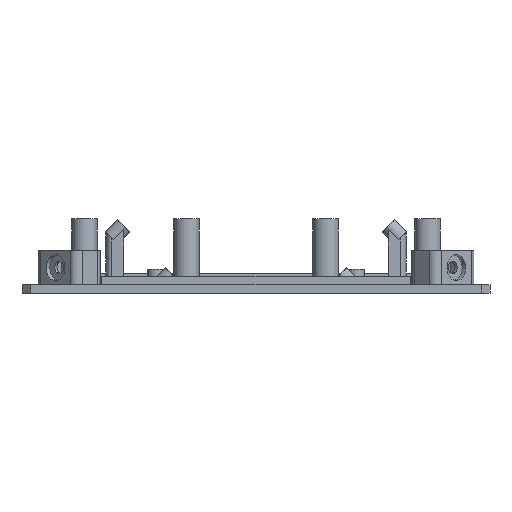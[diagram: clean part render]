
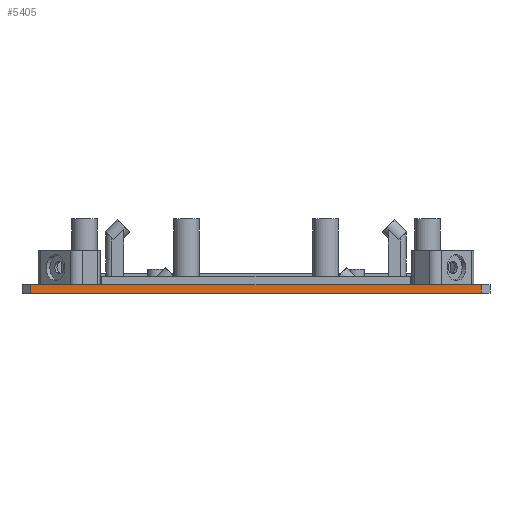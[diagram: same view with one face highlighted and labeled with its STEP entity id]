
A CAD part, front view. The second image highlights one B-rep face of the part: STEP entity #5405.
In plain terms, the highlighted planar face has unit normal (0, -1, 0).
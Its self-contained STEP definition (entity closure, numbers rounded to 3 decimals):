
#44 = PLANE('',#45);
#45 = AXIS2_PLACEMENT_3D('',#46,#47,#48);
#46 = CARTESIAN_POINT('',(55.,-53.,-33.6));
#47 = DIRECTION('',(-0.707,0.707,0.));
#48 = DIRECTION('',(-0.707,-0.707,0.));
#72 = PLANE('',#73);
#73 = AXIS2_PLACEMENT_3D('',#74,#75,#76);
#74 = CARTESIAN_POINT('',(-55.,-55.,-35.6));
#75 = DIRECTION('',(0.,0.,1.));
#76 = DIRECTION('',(1.,0.,0.));
#129 = PLANE('',#130);
#130 = AXIS2_PLACEMENT_3D('',#131,#132,#133);
#131 = CARTESIAN_POINT('',(-55.,-55.,-33.6));
#132 = DIRECTION('',(0.,0.,1.));
#133 = DIRECTION('',(1.,0.,0.));
#146 = VERTEX_POINT('',#147);
#147 = CARTESIAN_POINT('',(53.,-55.,-35.6));
#168 = EDGE_CURVE('',#169,#146,#171,.T.);
#169 = VERTEX_POINT('',#170);
#170 = CARTESIAN_POINT('',(53.,-55.,-33.6));
#171 = SURFACE_CURVE('',#172,(#176,#183),.PCURVE_S1.);
#172 = LINE('',#173,#174);
#173 = CARTESIAN_POINT('',(53.,-55.,-33.6));
#174 = VECTOR('',#175,1.);
#175 = DIRECTION('',(0.,0.,-1.));
#176 = PCURVE('',#44,#177);
#177 = DEFINITIONAL_REPRESENTATION('',(#178),#182);
#178 = LINE('',#179,#180);
#179 = CARTESIAN_POINT('',(2.828,0.));
#180 = VECTOR('',#181,1.);
#181 = DIRECTION('',(-0.,-1.));
#182 = ( GEOMETRIC_REPRESENTATION_CONTEXT(2) 
PARAMETRIC_REPRESENTATION_CONTEXT() REPRESENTATION_CONTEXT('2D SPACE',''
  ) );
#183 = PCURVE('',#184,#189);
#184 = PLANE('',#185);
#185 = AXIS2_PLACEMENT_3D('',#186,#187,#188);
#186 = CARTESIAN_POINT('',(-53.,-55.,-33.6));
#187 = DIRECTION('',(0.,-1.,0.));
#188 = DIRECTION('',(1.,0.,0.));
#189 = DEFINITIONAL_REPRESENTATION('',(#190),#194);
#190 = LINE('',#191,#192);
#191 = CARTESIAN_POINT('',(106.,0.));
#192 = VECTOR('',#193,1.);
#193 = DIRECTION('',(0.,-1.));
#194 = ( GEOMETRIC_REPRESENTATION_CONTEXT(2) 
PARAMETRIC_REPRESENTATION_CONTEXT() REPRESENTATION_CONTEXT('2D SPACE',''
  ) );
#383 = VERTEX_POINT('',#384);
#384 = CARTESIAN_POINT('',(-53.,-55.,-33.6));
#398 = PLANE('',#399);
#399 = AXIS2_PLACEMENT_3D('',#400,#401,#402);
#400 = CARTESIAN_POINT('',(-55.,-53.,-33.6));
#401 = DIRECTION('',(-0.707,-0.707,-0.));
#402 = DIRECTION('',(0.707,-0.707,0.));
#410 = EDGE_CURVE('',#383,#169,#411,.T.);
#411 = SURFACE_CURVE('',#412,(#416,#423),.PCURVE_S1.);
#412 = LINE('',#413,#414);
#413 = CARTESIAN_POINT('',(-55.,-55.,-33.6));
#414 = VECTOR('',#415,1.);
#415 = DIRECTION('',(1.,0.,0.));
#416 = PCURVE('',#129,#417);
#417 = DEFINITIONAL_REPRESENTATION('',(#418),#422);
#418 = LINE('',#419,#420);
#419 = CARTESIAN_POINT('',(0.,0.));
#420 = VECTOR('',#421,1.);
#421 = DIRECTION('',(1.,0.));
#422 = ( GEOMETRIC_REPRESENTATION_CONTEXT(2) 
PARAMETRIC_REPRESENTATION_CONTEXT() REPRESENTATION_CONTEXT('2D SPACE',''
  ) );
#423 = PCURVE('',#184,#424);
#424 = DEFINITIONAL_REPRESENTATION('',(#425),#429);
#425 = LINE('',#426,#427);
#426 = CARTESIAN_POINT('',(-2.,0.));
#427 = VECTOR('',#428,1.);
#428 = DIRECTION('',(1.,0.));
#429 = ( GEOMETRIC_REPRESENTATION_CONTEXT(2) 
PARAMETRIC_REPRESENTATION_CONTEXT() REPRESENTATION_CONTEXT('2D SPACE',''
  ) );
#5196 = VERTEX_POINT('',#5197);
#5197 = CARTESIAN_POINT('',(-53.,-55.,-35.6));
#5218 = EDGE_CURVE('',#5196,#146,#5219,.T.);
#5219 = SURFACE_CURVE('',#5220,(#5224,#5231),.PCURVE_S1.);
#5220 = LINE('',#5221,#5222);
#5221 = CARTESIAN_POINT('',(-55.,-55.,-35.6));
#5222 = VECTOR('',#5223,1.);
#5223 = DIRECTION('',(1.,0.,0.));
#5224 = PCURVE('',#72,#5225);
#5225 = DEFINITIONAL_REPRESENTATION('',(#5226),#5230);
#5226 = LINE('',#5227,#5228);
#5227 = CARTESIAN_POINT('',(0.,0.));
#5228 = VECTOR('',#5229,1.);
#5229 = DIRECTION('',(1.,0.));
#5230 = ( GEOMETRIC_REPRESENTATION_CONTEXT(2) 
PARAMETRIC_REPRESENTATION_CONTEXT() REPRESENTATION_CONTEXT('2D SPACE',''
  ) );
#5231 = PCURVE('',#184,#5232);
#5232 = DEFINITIONAL_REPRESENTATION('',(#5233),#5237);
#5233 = LINE('',#5234,#5235);
#5234 = CARTESIAN_POINT('',(-2.,-2.));
#5235 = VECTOR('',#5236,1.);
#5236 = DIRECTION('',(1.,0.));
#5237 = ( GEOMETRIC_REPRESENTATION_CONTEXT(2) 
PARAMETRIC_REPRESENTATION_CONTEXT() REPRESENTATION_CONTEXT('2D SPACE',''
  ) );
#5405 = ADVANCED_FACE('',(#5406),#184,.T.);
#5406 = FACE_BOUND('',#5407,.T.);
#5407 = EDGE_LOOP('',(#5408,#5429,#5430,#5431));
#5408 = ORIENTED_EDGE('',*,*,#5409,.T.);
#5409 = EDGE_CURVE('',#383,#5196,#5410,.T.);
#5410 = SURFACE_CURVE('',#5411,(#5415,#5422),.PCURVE_S1.);
#5411 = LINE('',#5412,#5413);
#5412 = CARTESIAN_POINT('',(-53.,-55.,-33.6));
#5413 = VECTOR('',#5414,1.);
#5414 = DIRECTION('',(0.,0.,-1.));
#5415 = PCURVE('',#184,#5416);
#5416 = DEFINITIONAL_REPRESENTATION('',(#5417),#5421);
#5417 = LINE('',#5418,#5419);
#5418 = CARTESIAN_POINT('',(0.,0.));
#5419 = VECTOR('',#5420,1.);
#5420 = DIRECTION('',(0.,-1.));
#5421 = ( GEOMETRIC_REPRESENTATION_CONTEXT(2) 
PARAMETRIC_REPRESENTATION_CONTEXT() REPRESENTATION_CONTEXT('2D SPACE',''
  ) );
#5422 = PCURVE('',#398,#5423);
#5423 = DEFINITIONAL_REPRESENTATION('',(#5424),#5428);
#5424 = LINE('',#5425,#5426);
#5425 = CARTESIAN_POINT('',(2.828,0.));
#5426 = VECTOR('',#5427,1.);
#5427 = DIRECTION('',(0.,-1.));
#5428 = ( GEOMETRIC_REPRESENTATION_CONTEXT(2) 
PARAMETRIC_REPRESENTATION_CONTEXT() REPRESENTATION_CONTEXT('2D SPACE',''
  ) );
#5429 = ORIENTED_EDGE('',*,*,#5218,.T.);
#5430 = ORIENTED_EDGE('',*,*,#168,.F.);
#5431 = ORIENTED_EDGE('',*,*,#410,.F.);
